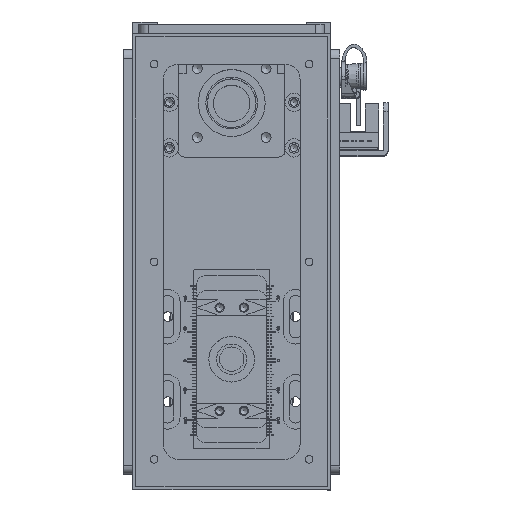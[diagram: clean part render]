
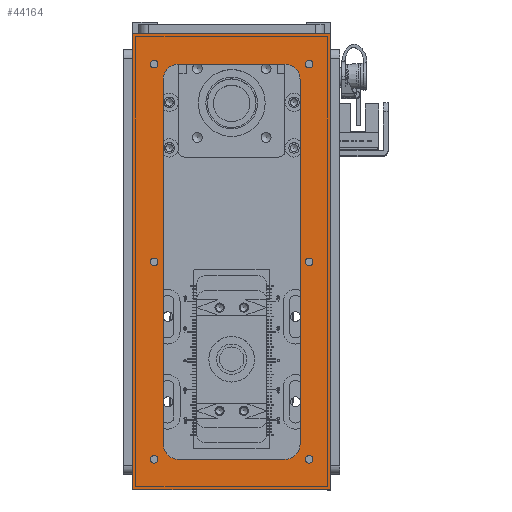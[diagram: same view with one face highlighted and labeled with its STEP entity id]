
A CAD part, top view. The second image highlights one B-rep face of the part: STEP entity #44164.
In plain terms, the highlighted planar face has unit normal (0, 0, 1).
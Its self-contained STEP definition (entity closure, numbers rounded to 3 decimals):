
#1592=FACE_BOUND('',#8027,.T.);
#1593=FACE_BOUND('',#8028,.T.);
#1594=FACE_BOUND('',#8029,.T.);
#1595=FACE_BOUND('',#8030,.T.);
#1596=FACE_BOUND('',#8031,.T.);
#1597=FACE_BOUND('',#8032,.T.);
#1598=FACE_BOUND('',#8033,.T.);
#3143=PLANE('',#47977);
#5366=FACE_OUTER_BOUND('',#8026,.T.);
#8026=EDGE_LOOP('',(#41282,#41283,#41284,#41285));
#8027=EDGE_LOOP('',(#41286));
#8028=EDGE_LOOP('',(#41287));
#8029=EDGE_LOOP('',(#41288));
#8030=EDGE_LOOP('',(#41289));
#8031=EDGE_LOOP('',(#41290));
#8032=EDGE_LOOP('',(#41291));
#8033=EDGE_LOOP('',(#41292,#41293,#41294,#41295,#41296,#41297,#41298,#41299));
#12685=LINE('',#73955,#17464);
#12691=LINE('',#73970,#17470);
#12695=LINE('',#73982,#17474);
#12698=LINE('',#73991,#17477);
#12807=LINE('',#74356,#17586);
#12811=LINE('',#74364,#17590);
#12814=LINE('',#74370,#17593);
#12817=LINE('',#74375,#17596);
#17464=VECTOR('',#59218,10.);
#17470=VECTOR('',#59232,10.);
#17474=VECTOR('',#59244,10.);
#17477=VECTOR('',#59255,10.);
#17586=VECTOR('',#59632,10.);
#17590=VECTOR('',#59638,10.);
#17593=VECTOR('',#59643,10.);
#17596=VECTOR('',#59648,10.);
#18687=CIRCLE('',#47824,5.);
#18689=CIRCLE('',#47828,5.);
#18691=CIRCLE('',#47832,5.);
#18693=CIRCLE('',#47836,5.);
#18707=CIRCLE('',#47858,1.23);
#18709=CIRCLE('',#47861,1.23);
#18711=CIRCLE('',#47864,1.23);
#18713=CIRCLE('',#47867,1.23);
#18715=CIRCLE('',#47870,1.23);
#18717=CIRCLE('',#47873,1.23);
#22708=VERTEX_POINT('',#73945);
#22709=VERTEX_POINT('',#73946);
#22712=VERTEX_POINT('',#73954);
#22714=VERTEX_POINT('',#73960);
#22715=VERTEX_POINT('',#73961);
#22718=VERTEX_POINT('',#73972);
#22719=VERTEX_POINT('',#73973);
#22722=VERTEX_POINT('',#73984);
#22736=VERTEX_POINT('',#74029);
#22738=VERTEX_POINT('',#74035);
#22740=VERTEX_POINT('',#74041);
#22742=VERTEX_POINT('',#74047);
#22744=VERTEX_POINT('',#74053);
#22746=VERTEX_POINT('',#74059);
#22844=VERTEX_POINT('',#74354);
#22845=VERTEX_POINT('',#74355);
#22848=VERTEX_POINT('',#74363);
#22850=VERTEX_POINT('',#74369);
#28790=EDGE_CURVE('',#22708,#22709,#18687,.T.);
#28794=EDGE_CURVE('',#22712,#22709,#12685,.T.);
#28797=EDGE_CURVE('',#22714,#22715,#18689,.T.);
#28802=EDGE_CURVE('',#22708,#22715,#12691,.T.);
#28803=EDGE_CURVE('',#22718,#22719,#18691,.T.);
#28808=EDGE_CURVE('',#22714,#22719,#12695,.T.);
#28809=EDGE_CURVE('',#22712,#22722,#18693,.T.);
#28813=EDGE_CURVE('',#22718,#22722,#12698,.T.);
#28832=EDGE_CURVE('',#22736,#22736,#18707,.T.);
#28835=EDGE_CURVE('',#22738,#22738,#18709,.T.);
#28838=EDGE_CURVE('',#22740,#22740,#18711,.T.);
#28841=EDGE_CURVE('',#22742,#22742,#18713,.T.);
#28844=EDGE_CURVE('',#22744,#22744,#18715,.T.);
#28847=EDGE_CURVE('',#22746,#22746,#18717,.T.);
#28994=EDGE_CURVE('',#22844,#22845,#12807,.T.);
#28998=EDGE_CURVE('',#22848,#22844,#12811,.T.);
#29001=EDGE_CURVE('',#22850,#22848,#12814,.T.);
#29004=EDGE_CURVE('',#22845,#22850,#12817,.T.);
#41282=ORIENTED_EDGE('',*,*,#29004,.F.);
#41283=ORIENTED_EDGE('',*,*,#28994,.F.);
#41284=ORIENTED_EDGE('',*,*,#28998,.F.);
#41285=ORIENTED_EDGE('',*,*,#29001,.F.);
#41286=ORIENTED_EDGE('',*,*,#28832,.T.);
#41287=ORIENTED_EDGE('',*,*,#28835,.T.);
#41288=ORIENTED_EDGE('',*,*,#28838,.T.);
#41289=ORIENTED_EDGE('',*,*,#28841,.T.);
#41290=ORIENTED_EDGE('',*,*,#28844,.T.);
#41291=ORIENTED_EDGE('',*,*,#28847,.T.);
#41292=ORIENTED_EDGE('',*,*,#28794,.T.);
#41293=ORIENTED_EDGE('',*,*,#28790,.F.);
#41294=ORIENTED_EDGE('',*,*,#28802,.T.);
#41295=ORIENTED_EDGE('',*,*,#28797,.F.);
#41296=ORIENTED_EDGE('',*,*,#28808,.T.);
#41297=ORIENTED_EDGE('',*,*,#28803,.F.);
#41298=ORIENTED_EDGE('',*,*,#28813,.T.);
#41299=ORIENTED_EDGE('',*,*,#28809,.F.);
#44164=ADVANCED_FACE('',(#5366,#1592,#1593,#1594,#1595,#1596,#1597,#1598),
#3143,.T.);
#47824=AXIS2_PLACEMENT_3D('',#73947,#59210,#59211);
#47828=AXIS2_PLACEMENT_3D('',#73962,#59223,#59224);
#47832=AXIS2_PLACEMENT_3D('',#73974,#59235,#59236);
#47836=AXIS2_PLACEMENT_3D('',#73985,#59247,#59248);
#47858=AXIS2_PLACEMENT_3D('',#74030,#59300,#59301);
#47861=AXIS2_PLACEMENT_3D('',#74036,#59307,#59308);
#47864=AXIS2_PLACEMENT_3D('',#74042,#59314,#59315);
#47867=AXIS2_PLACEMENT_3D('',#74048,#59321,#59322);
#47870=AXIS2_PLACEMENT_3D('',#74054,#59328,#59329);
#47873=AXIS2_PLACEMENT_3D('',#74060,#59335,#59336);
#47977=AXIS2_PLACEMENT_3D('',#74378,#59652,#59653);
#59210=DIRECTION('center_axis',(0.,0.,1.));
#59211=DIRECTION('ref_axis',(0.707,0.707,0.));
#59218=DIRECTION('',(1.,0.,0.));
#59223=DIRECTION('center_axis',(0.,0.,1.));
#59224=DIRECTION('ref_axis',(0.707,-0.707,0.));
#59232=DIRECTION('',(0.,-1.,0.));
#59235=DIRECTION('center_axis',(0.,0.,1.));
#59236=DIRECTION('ref_axis',(-0.707,-0.707,0.));
#59244=DIRECTION('',(-1.,0.,0.));
#59247=DIRECTION('center_axis',(0.,0.,1.));
#59248=DIRECTION('ref_axis',(-0.707,0.707,0.));
#59255=DIRECTION('',(0.,1.,0.));
#59300=DIRECTION('center_axis',(0.,0.,-1.));
#59301=DIRECTION('ref_axis',(1.,0.,0.));
#59307=DIRECTION('center_axis',(0.,0.,-1.));
#59308=DIRECTION('ref_axis',(1.,0.,0.));
#59314=DIRECTION('center_axis',(0.,0.,-1.));
#59315=DIRECTION('ref_axis',(1.,0.,0.));
#59321=DIRECTION('center_axis',(0.,0.,-1.));
#59322=DIRECTION('ref_axis',(1.,0.,0.));
#59328=DIRECTION('center_axis',(0.,0.,-1.));
#59329=DIRECTION('ref_axis',(1.,0.,0.));
#59335=DIRECTION('center_axis',(0.,0.,-1.));
#59336=DIRECTION('ref_axis',(1.,0.,0.));
#59632=DIRECTION('',(0.,1.,0.));
#59638=DIRECTION('',(-1.,0.,0.));
#59643=DIRECTION('',(0.,-1.,0.));
#59648=DIRECTION('',(1.,0.,0.));
#59652=DIRECTION('center_axis',(0.,0.,1.));
#59653=DIRECTION('ref_axis',(1.,0.,0.));
#73945=CARTESIAN_POINT('',(65.,17.5,0.));
#73946=CARTESIAN_POINT('',(60.,22.5,0.));
#73947=CARTESIAN_POINT('Origin',(60.,17.5,0.));
#73954=CARTESIAN_POINT('',(-60.,22.5,0.));
#73955=CARTESIAN_POINT('',(-32.5,22.5,0.));
#73960=CARTESIAN_POINT('',(60.,-22.5,0.));
#73961=CARTESIAN_POINT('',(65.,-17.5,0.));
#73962=CARTESIAN_POINT('Origin',(60.,-17.5,0.));
#73970=CARTESIAN_POINT('',(65.,11.25,0.));
#73972=CARTESIAN_POINT('',(-65.,-17.5,0.));
#73973=CARTESIAN_POINT('',(-60.,-22.5,0.));
#73974=CARTESIAN_POINT('Origin',(-60.,-17.5,0.));
#73982=CARTESIAN_POINT('',(32.5,-22.5,0.));
#73984=CARTESIAN_POINT('',(-65.,17.5,0.));
#73985=CARTESIAN_POINT('Origin',(-60.,17.5,0.));
#73991=CARTESIAN_POINT('',(-65.,-11.25,0.));
#74029=CARTESIAN_POINT('',(-1.23,25.5,0.));
#74030=CARTESIAN_POINT('Origin',(0.,25.5,0.));
#74035=CARTESIAN_POINT('',(63.771,-25.5,0.));
#74036=CARTESIAN_POINT('Origin',(65.,-25.5,0.));
#74041=CARTESIAN_POINT('',(-66.23,25.5,0.));
#74042=CARTESIAN_POINT('Origin',(-65.,25.5,0.));
#74047=CARTESIAN_POINT('',(-66.23,-25.5,0.));
#74048=CARTESIAN_POINT('Origin',(-65.,-25.5,0.));
#74053=CARTESIAN_POINT('',(63.771,25.5,0.));
#74054=CARTESIAN_POINT('Origin',(65.,25.5,0.));
#74059=CARTESIAN_POINT('',(-1.23,-25.5,0.));
#74060=CARTESIAN_POINT('Origin',(0.,-25.5,0.));
#74354=CARTESIAN_POINT('',(-75.,-32.5,0.));
#74355=CARTESIAN_POINT('',(-75.,32.5,0.));
#74356=CARTESIAN_POINT('',(-75.,-32.5,0.));
#74363=CARTESIAN_POINT('',(75.,-32.5,0.));
#74364=CARTESIAN_POINT('',(75.,-32.5,0.));
#74369=CARTESIAN_POINT('',(75.,32.5,0.));
#74370=CARTESIAN_POINT('',(75.,32.5,0.));
#74375=CARTESIAN_POINT('',(-75.,32.5,0.));
#74378=CARTESIAN_POINT('Origin',(0.,0.,0.));
